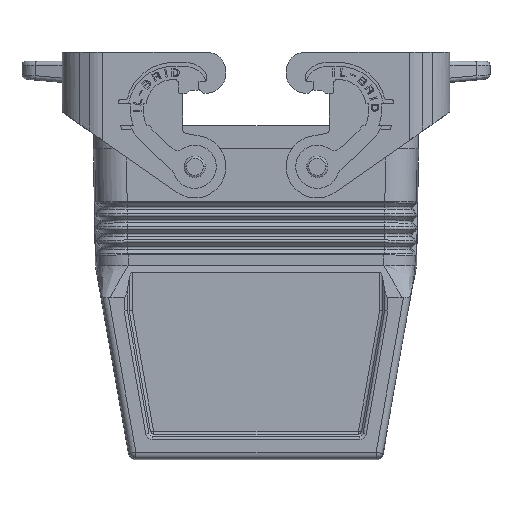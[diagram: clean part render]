
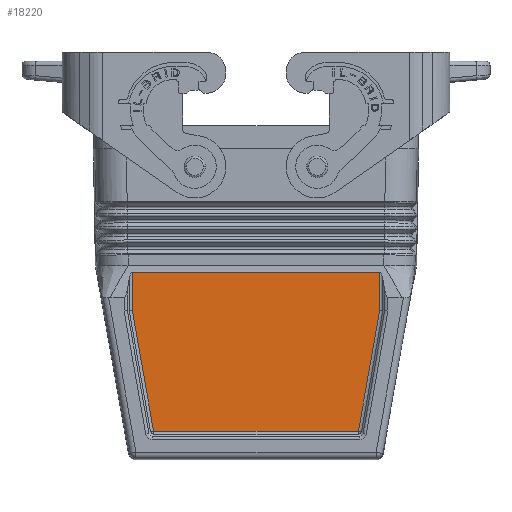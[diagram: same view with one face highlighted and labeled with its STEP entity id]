
A CAD part, front view. The second image highlights one B-rep face of the part: STEP entity #18220.
In plain terms, the highlighted face is planar.
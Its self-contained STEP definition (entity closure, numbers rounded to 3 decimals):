
#7600=CARTESIAN_POINT('',(117.12,4.434,
63.586));
#7610=VERTEX_POINT('',#7600);
#10270=CARTESIAN_POINT('',(117.12,-0.345,
27.871));
#10280=VERTEX_POINT('',#10270);
#10310=CARTESIAN_POINT('',(117.12,25.163,
27.871));
#10320=DIRECTION('',(0.,-1.,0.));
#10330=VECTOR('',#10320,1.);
#10340=LINE('',#10310,#10330);
#10350=CARTESIAN_POINT('',(117.12,55.165,
27.871));
#10360=VERTEX_POINT('',#10350);
#10370=EDGE_CURVE('',#10360,#10280,#10340,.T.);
#17780=CARTESIAN_POINT('',(117.12,54.827,
50.993));
#17790=DIRECTION('',(1.,0.,0.));
#17800=DIRECTION('',(0.,1.,0.));
#17810=AXIS2_PLACEMENT_3D('',#17780,#17790,#17800);
#17820=PLANE('',#17810);
#17830=CARTESIAN_POINT('',(117.12,-0.738,
34.229));
#17840=DIRECTION('',(0.,0.174,0.985));
#17850=VECTOR('',#17840,1.);
#17860=LINE('',#17830,#17850);
#17870=CARTESIAN_POINT('',(117.12,-0.345,
36.458));
#17880=VERTEX_POINT('',#17870);
#17890=EDGE_CURVE('',#17880,#7610,#17860,.T.);
#17900=ORIENTED_EDGE('',*,*,#17890,.F.);
#17910=CARTESIAN_POINT('',(117.12,25.163,
63.586));
#17920=DIRECTION('',(0.,1.,0.));
#17930=VECTOR('',#17920,1.);
#17940=LINE('',#17910,#17930);
#17950=CARTESIAN_POINT('',(117.12,50.387,
63.586));
#17960=VERTEX_POINT('',#17950);
#17970=EDGE_CURVE('',#7610,#17960,#17940,.T.);
#17980=ORIENTED_EDGE('',*,*,#17970,.F.);
#17990=CARTESIAN_POINT('',(117.12,55.559,
34.229));
#18000=DIRECTION('',(0.,-0.174,0.985));
#18010=VECTOR('',#18000,1.);
#18020=LINE('',#17990,#18010);
#18030=CARTESIAN_POINT('',(117.12,55.165,
36.464));
#18040=VERTEX_POINT('',#18030);
#18050=EDGE_CURVE('',#18040,#17960,#18020,.T.);
#18060=ORIENTED_EDGE('',*,*,#18050,.T.);
#18070=CARTESIAN_POINT('',(117.12,55.165,
34.229));
#18080=DIRECTION('',(0.,0.,-1.));
#18090=VECTOR('',#18080,1.);
#18100=LINE('',#18070,#18090);
#18110=EDGE_CURVE('',#18040,#10360,#18100,.T.);
#18120=ORIENTED_EDGE('',*,*,#18110,.F.);
#18130=ORIENTED_EDGE('',*,*,#10370,.F.);
#18140=CARTESIAN_POINT('',(117.12,-0.345,
34.229));
#18150=DIRECTION('',(0.,0.,-1.));
#18160=VECTOR('',#18150,1.);
#18170=LINE('',#18140,#18160);
#18180=EDGE_CURVE('',#17880,#10280,#18170,.T.);
#18190=ORIENTED_EDGE('',*,*,#18180,.T.);
#18200=EDGE_LOOP('',(#18190,#18130,#18120,#18060,#17980,#17900));
#18210=FACE_OUTER_BOUND('',#18200,.T.);
#18220=ADVANCED_FACE('',(#18210),#17820,.T.);
